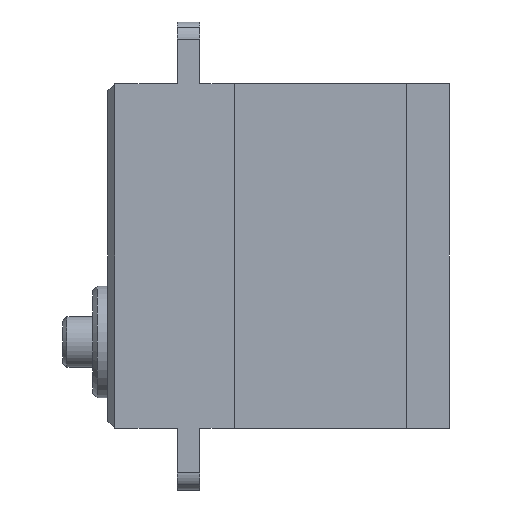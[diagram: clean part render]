
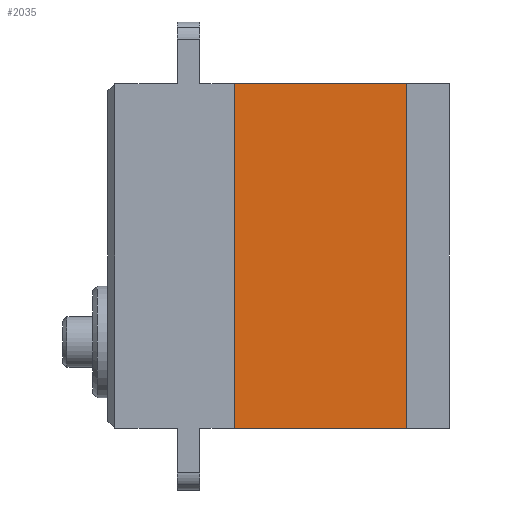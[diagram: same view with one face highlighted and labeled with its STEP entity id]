
A CAD part, front view. The second image highlights one B-rep face of the part: STEP entity #2035.
In plain terms, the highlighted planar face has unit normal (0, -1, 0).
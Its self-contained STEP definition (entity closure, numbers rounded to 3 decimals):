
#18 = CARTESIAN_POINT ( 'NONE',  ( 14.85, -10.01, -20. ) ) ;
#26 = AXIS2_PLACEMENT_3D ( 'NONE', #182, #1975, #1804 ) ;
#182 = CARTESIAN_POINT ( 'NONE',  ( 4.85, -10.01, 0. ) ) ;
#206 = EDGE_CURVE ( 'NONE', #803, #480, #242, .T. ) ;
#242 = LINE ( 'NONE', #1497, #2205 ) ;
#249 = VERTEX_POINT ( 'NONE', #2206 ) ;
#310 = VECTOR ( 'NONE', #666, 1000. ) ;
#355 = VECTOR ( 'NONE', #1979, 1000. ) ;
#357 = FACE_OUTER_BOUND ( 'NONE', #702, .T. ) ;
#384 = PLANE ( 'NONE',  #26 ) ;
#400 = ORIENTED_EDGE ( 'NONE', *, *, #2098, .F. ) ;
#480 = VERTEX_POINT ( 'NONE', #608 ) ;
#608 = CARTESIAN_POINT ( 'NONE',  ( -5.15, -10.01, 20. ) ) ;
#666 = DIRECTION ( 'NONE',  ( 0., 0., -1. ) ) ;
#701 = CARTESIAN_POINT ( 'NONE',  ( 14.85, -10.01, 20. ) ) ;
#702 = EDGE_LOOP ( 'NONE', ( #400, #2225, #1859, #1755 ) ) ;
#705 = LINE ( 'NONE', #2284, #310 ) ;
#725 = LINE ( 'NONE', #18, #2016 ) ;
#803 = VERTEX_POINT ( 'NONE', #701 ) ;
#808 = VERTEX_POINT ( 'NONE', #1255 ) ;
#1103 = LINE ( 'NONE', #1272, #355 ) ;
#1201 = DIRECTION ( 'NONE',  ( -1., 0., 0. ) ) ;
#1255 = CARTESIAN_POINT ( 'NONE',  ( -5.15, -10.01, -20.01 ) ) ;
#1272 = CARTESIAN_POINT ( 'NONE',  ( 14.85, -10.01, -20.01 ) ) ;
#1460 = DIRECTION ( 'NONE',  ( 0., 0., -1. ) ) ;
#1497 = CARTESIAN_POINT ( 'NONE',  ( 19.85, -10.01, 20. ) ) ;
#1599 = EDGE_CURVE ( 'NONE', #480, #808, #705, .T. ) ;
#1729 = EDGE_CURVE ( 'NONE', #249, #808, #1103, .T. ) ;
#1755 = ORIENTED_EDGE ( 'NONE', *, *, #1729, .F. ) ;
#1804 = DIRECTION ( 'NONE',  ( -1., 0., 0. ) ) ;
#1859 = ORIENTED_EDGE ( 'NONE', *, *, #1599, .T. ) ;
#1975 = DIRECTION ( 'NONE',  ( 0., -1., 0. ) ) ;
#1979 = DIRECTION ( 'NONE',  ( -1., 0., 0. ) ) ;
#2016 = VECTOR ( 'NONE', #1460, 1000. ) ;
#2035 = ADVANCED_FACE ( 'NONE', ( #357 ), #384, .T. ) ;
#2098 = EDGE_CURVE ( 'NONE', #803, #249, #725, .T. ) ;
#2205 = VECTOR ( 'NONE', #1201, 1000. ) ;
#2206 = CARTESIAN_POINT ( 'NONE',  ( 14.85, -10.01, -20.01 ) ) ;
#2225 = ORIENTED_EDGE ( 'NONE', *, *, #206, .T. ) ;
#2284 = CARTESIAN_POINT ( 'NONE',  ( -5.15, -10.01, 20. ) ) ;
